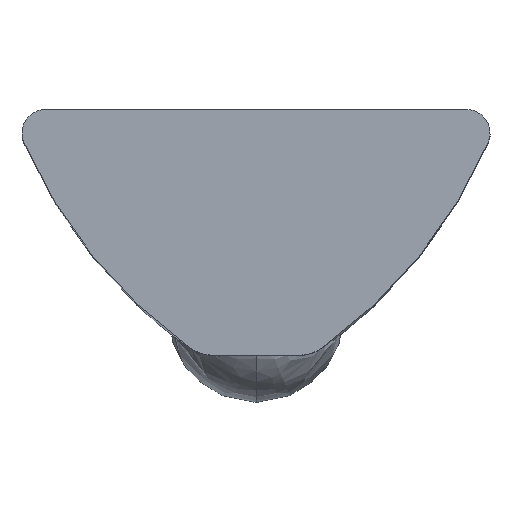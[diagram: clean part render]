
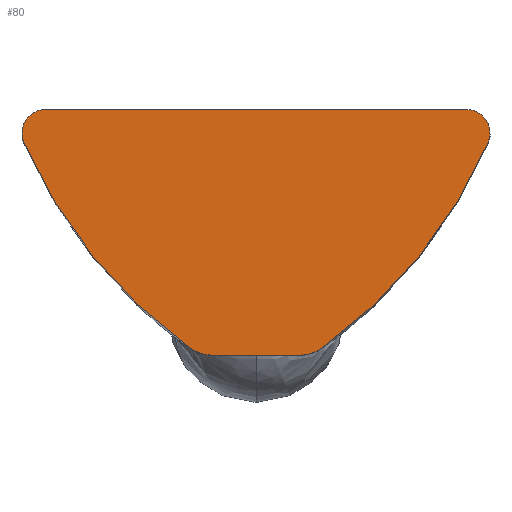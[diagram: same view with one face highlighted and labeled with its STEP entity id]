
A CAD part, top view. The second image highlights one B-rep face of the part: STEP entity #80.
In plain terms, the highlighted planar face has unit normal (0, 0, 1).
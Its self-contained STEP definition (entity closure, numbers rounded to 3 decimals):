
#2 = CIRCLE ( 'NONE', #131, 0.7 ) ;
#16 = CIRCLE ( 'NONE', #330, 0.4 ) ;
#53 = PLANE ( 'NONE',  #443 ) ;
#57 = DIRECTION ( 'NONE',  ( 1., 0., 0. ) ) ;
#80 = ADVANCED_FACE ( 'NONE', ( #363 ), #53, .T. ) ;
#82 = VERTEX_POINT ( 'NONE', #493 ) ;
#86 = ORIENTED_EDGE ( 'NONE', *, *, #501, .T. ) ;
#92 = CARTESIAN_POINT ( 'NONE',  ( -1.139, -4.068, 6. ) ) ;
#95 = VECTOR ( 'NONE', #463, 1000. ) ;
#114 = AXIS2_PLACEMENT_3D ( 'NONE', #240, #181, #473 ) ;
#131 = AXIS2_PLACEMENT_3D ( 'NONE', #142, #566, #193 ) ;
#142 = CARTESIAN_POINT ( 'NONE',  ( -0.73, -3.5, 6. ) ) ;
#152 = CIRCLE ( 'NONE', #289, 8.5 ) ;
#153 = DIRECTION ( 'NONE',  ( 0., 0., 1. ) ) ;
#175 = EDGE_LOOP ( 'NONE', ( #636, #574, #742, #387, #86, #709, #541, #937, #373 ) ) ;
#181 = DIRECTION ( 'NONE',  ( 0., 0., -1. ) ) ;
#186 = EDGE_CURVE ( 'NONE', #793, #806, #908, .T. ) ;
#191 = CIRCLE ( 'NONE', #521, 8.5 ) ;
#193 = DIRECTION ( 'NONE',  ( -1., 0., 0. ) ) ;
#197 = VERTEX_POINT ( 'NONE', #532 ) ;
#209 = DIRECTION ( 'NONE',  ( 0., 0., 1. ) ) ;
#239 = CARTESIAN_POINT ( 'NONE',  ( -2.45, 0., 6. ) ) ;
#240 = CARTESIAN_POINT ( 'NONE',  ( 0.73, -3.5, 6. ) ) ;
#263 = VERTEX_POINT ( 'NONE', #411 ) ;
#276 = DIRECTION ( 'NONE',  ( 0., 0., 1. ) ) ;
#279 = CARTESIAN_POINT ( 'NONE',  ( -4., -0.4, 6. ) ) ;
#289 = AXIS2_PLACEMENT_3D ( 'NONE', #871, #276, #942 ) ;
#320 = CARTESIAN_POINT ( 'NONE',  ( -3.6, -0.4, 6. ) ) ;
#330 = AXIS2_PLACEMENT_3D ( 'NONE', #852, #776, #919 ) ;
#331 = EDGE_CURVE ( 'NONE', #816, #887, #344, .T. ) ;
#344 = CIRCLE ( 'NONE', #396, 0.4 ) ;
#360 = AXIS2_PLACEMENT_3D ( 'NONE', #771, #931, #408 ) ;
#363 = FACE_OUTER_BOUND ( 'NONE', #175, .T. ) ;
#373 = ORIENTED_EDGE ( 'NONE', *, *, #331, .F. ) ;
#387 = ORIENTED_EDGE ( 'NONE', *, *, #699, .F. ) ;
#388 = CARTESIAN_POINT ( 'NONE',  ( -0.73, -4.2, 6. ) ) ;
#396 = AXIS2_PLACEMENT_3D ( 'NONE', #320, #491, #802 ) ;
#406 = EDGE_CURVE ( 'NONE', #793, #782, #2, .T. ) ;
#408 = DIRECTION ( 'NONE',  ( -1., 0., 0. ) ) ;
#411 = CARTESIAN_POINT ( 'NONE',  ( 1.139, -4.068, 6. ) ) ;
#443 = AXIS2_PLACEMENT_3D ( 'NONE', #892, #209, #57 ) ;
#449 = DIRECTION ( 'NONE',  ( -1., 0., 0. ) ) ;
#463 = DIRECTION ( 'NONE',  ( -1., 0., 0. ) ) ;
#473 = DIRECTION ( 'NONE',  ( -1., 0., 0. ) ) ;
#491 = DIRECTION ( 'NONE',  ( 0., 0., -1. ) ) ;
#493 = CARTESIAN_POINT ( 'NONE',  ( 3.967, -0.559, 6. ) ) ;
#501 = EDGE_CURVE ( 'NONE', #263, #82, #191, .T. ) ;
#519 = DIRECTION ( 'NONE',  ( 1., 0., 0. ) ) ;
#521 = AXIS2_PLACEMENT_3D ( 'NONE', #596, #153, #449 ) ;
#525 = CARTESIAN_POINT ( 'NONE',  ( -3.6, -4.2, 6. ) ) ;
#532 = CARTESIAN_POINT ( 'NONE',  ( -3.6, 0., 6. ) ) ;
#539 = CIRCLE ( 'NONE', #114, 0.7 ) ;
#541 = ORIENTED_EDGE ( 'NONE', *, *, #550, .T. ) ;
#547 = CARTESIAN_POINT ( 'NONE',  ( 0.73, -4.2, 6. ) ) ;
#550 = EDGE_CURVE ( 'NONE', #685, #197, #677, .T. ) ;
#566 = DIRECTION ( 'NONE',  ( 0., 0., -1. ) ) ;
#574 = ORIENTED_EDGE ( 'NONE', *, *, #406, .F. ) ;
#596 = CARTESIAN_POINT ( 'NONE',  ( -3.828, 2.83, 6. ) ) ;
#636 = ORIENTED_EDGE ( 'NONE', *, *, #881, .T. ) ;
#677 = LINE ( 'NONE', #239, #95 ) ;
#685 = VERTEX_POINT ( 'NONE', #891 ) ;
#699 = EDGE_CURVE ( 'NONE', #263, #806, #539, .T. ) ;
#705 = EDGE_CURVE ( 'NONE', #887, #197, #953, .T. ) ;
#709 = ORIENTED_EDGE ( 'NONE', *, *, #737, .T. ) ;
#737 = EDGE_CURVE ( 'NONE', #82, #685, #16, .T. ) ;
#742 = ORIENTED_EDGE ( 'NONE', *, *, #186, .T. ) ;
#757 = VECTOR ( 'NONE', #519, 1000. ) ;
#766 = CARTESIAN_POINT ( 'NONE',  ( -3.967, -0.559, 6. ) ) ;
#771 = CARTESIAN_POINT ( 'NONE',  ( -3.6, -0.4, 6. ) ) ;
#776 = DIRECTION ( 'NONE',  ( 0., 0., 1. ) ) ;
#782 = VERTEX_POINT ( 'NONE', #92 ) ;
#793 = VERTEX_POINT ( 'NONE', #388 ) ;
#802 = DIRECTION ( 'NONE',  ( -1., 0., 0. ) ) ;
#806 = VERTEX_POINT ( 'NONE', #547 ) ;
#816 = VERTEX_POINT ( 'NONE', #766 ) ;
#852 = CARTESIAN_POINT ( 'NONE',  ( 3.6, -0.4, 6. ) ) ;
#871 = CARTESIAN_POINT ( 'NONE',  ( 3.828, 2.83, 6. ) ) ;
#881 = EDGE_CURVE ( 'NONE', #816, #782, #152, .T. ) ;
#887 = VERTEX_POINT ( 'NONE', #279 ) ;
#891 = CARTESIAN_POINT ( 'NONE',  ( 3.6, 0., 6. ) ) ;
#892 = CARTESIAN_POINT ( 'NONE',  ( -3.6, -0.4, 6. ) ) ;
#908 = LINE ( 'NONE', #525, #757 ) ;
#919 = DIRECTION ( 'NONE',  ( -1., 0., 0. ) ) ;
#931 = DIRECTION ( 'NONE',  ( 0., 0., -1. ) ) ;
#937 = ORIENTED_EDGE ( 'NONE', *, *, #705, .F. ) ;
#942 = DIRECTION ( 'NONE',  ( -1., 0., 0. ) ) ;
#953 = CIRCLE ( 'NONE', #360, 0.4 ) ;
